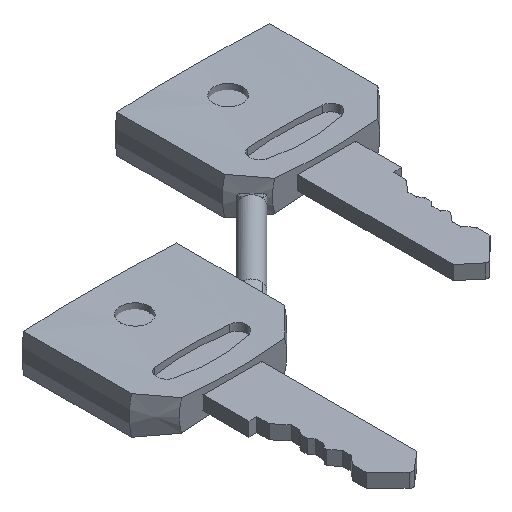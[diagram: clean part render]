
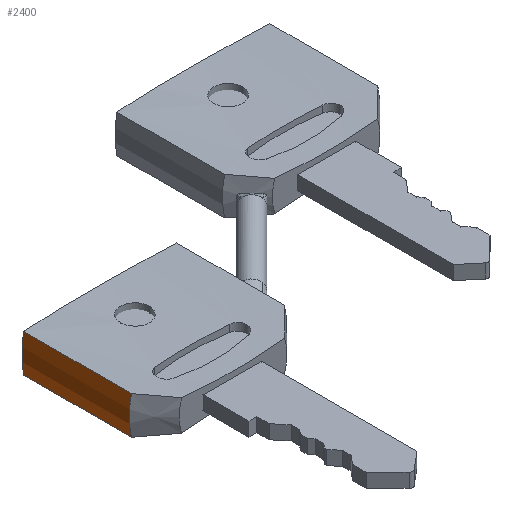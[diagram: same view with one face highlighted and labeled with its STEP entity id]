
A CAD part, isometric view. The second image highlights one B-rep face of the part: STEP entity #2400.
In plain terms, the highlighted cylindrical face has radius 11 mm (diameter 22 mm), a partial arc.
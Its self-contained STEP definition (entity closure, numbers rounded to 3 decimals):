
#1555=CARTESIAN_POINT('',(0.,3.5,0.));
#1556=DIRECTION('',(0.,1.,0.));
#1557=DIRECTION('',(0.24,0.,-0.971));
#1558=AXIS2_PLACEMENT_3D('',#1555,#1556,#1557);
#1579=CARTESIAN_POINT('',(2.638,18.546,-10.679));
#1581=CARTESIAN_POINT('',(2.638,3.5,-10.679));
#1689=DIRECTION('',(0.,1.,0.));
#1690=VECTOR('',#1689,15.046);
#1691=CARTESIAN_POINT('',(2.638,3.5,-10.679));
#1692=LINE('',#1691,#1690);
#1693=CARTESIAN_POINT('',(-2.638,18.546,-10.679));
#1694=CARTESIAN_POINT('',(-2.423,18.535,
-10.732));
#1695=CARTESIAN_POINT('',(-1.989,18.514,
-10.826));
#1696=CARTESIAN_POINT('',(-1.33,18.492,
-10.926));
#1697=CARTESIAN_POINT('',(-0.666,18.478,
-10.987));
#1698=CARTESIAN_POINT('',(0.,18.473,
-11.007));
#1699=CARTESIAN_POINT('',(0.666,18.478,
-10.987));
#1700=CARTESIAN_POINT('',(1.33,18.492,-10.926));
#1701=CARTESIAN_POINT('',(1.989,18.514,-10.826));
#1702=CARTESIAN_POINT('',(2.423,18.535,-10.732));
#1703=CARTESIAN_POINT('',(2.638,18.546,-10.679));
#1705=CARTESIAN_POINT('',(-2.638,18.546,-10.679));
#1728=CARTESIAN_POINT('',(-2.638,3.5,-10.679));
#1730=DIRECTION('',(0.,1.,0.));
#1731=VECTOR('',#1730,15.046);
#1732=CARTESIAN_POINT('',(-2.638,3.5,-10.679));
#1733=LINE('',#1732,#1731);
#2164=VERTEX_POINT('',#1705);
#2167=VERTEX_POINT('',#1579);
#2175=VERTEX_POINT('',#1728);
#2176=VERTEX_POINT('',#1581);
#2388=CARTESIAN_POINT('',(0.,0.,0.));
#2389=DIRECTION('',(0.,1.,0.));
#2390=DIRECTION('',(1.,0.,0.));
#2391=AXIS2_PLACEMENT_3D('',#2388,#2389,#2390);
#2392=CYLINDRICAL_SURFACE('',#2391,11.);
#2393=ORIENTED_EDGE('',*,*,#2347,.T.);
#2394=ORIENTED_EDGE('',*,*,#2378,.F.);
#2396=ORIENTED_EDGE('',*,*,#2395,.F.);
#2397=ORIENTED_EDGE('',*,*,#2318,.F.);
#2398=EDGE_LOOP('',(#2393,#2394,#2396,#2397));
#2399=FACE_OUTER_BOUND('',#2398,.F.);
#1559=CIRCLE('',#1558,11.);
#1704=B_SPLINE_CURVE_WITH_KNOTS('',3,(#1693,#1694,#1695,#1696,#1697,#1698,#1699,
#1700,#1701,#1702,#1703),.UNSPECIFIED.,.F.,.F.,(4,1,1,1,1,1,1,1,4),(0.,
0.125,0.25,0.375,0.5,0.625,0.75,0.875,1.),.UNSPECIFIED.);
#2318=EDGE_CURVE('',#2176,#2175,#1559,.T.);
#2347=EDGE_CURVE('',#2176,#2167,#1692,.T.);
#2378=EDGE_CURVE('',#2164,#2167,#1704,.T.);
#2395=EDGE_CURVE('',#2175,#2164,#1733,.T.);
#2400=ADVANCED_FACE('',(#2399),#2392,.T.);
